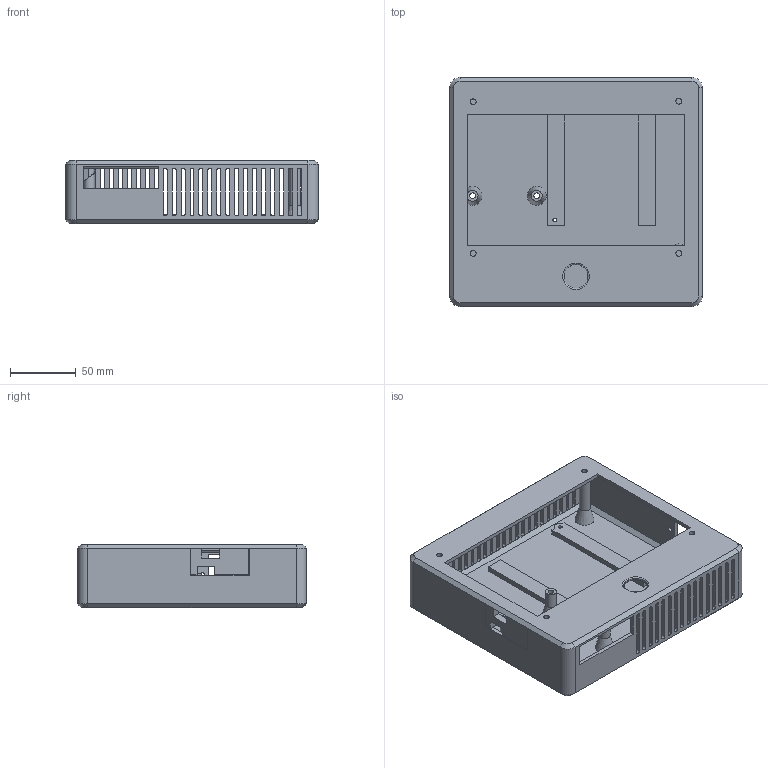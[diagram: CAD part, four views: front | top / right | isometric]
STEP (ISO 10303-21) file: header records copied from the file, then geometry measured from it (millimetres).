
FILE_DESCRIPTION(/* description */ (''),/* implementation_level */ '2;1');
FILE_NAME(/* name */ 'Print manager case v2.step',/* time_stamp */ '2025-12-27T11:10:13+01:00',/* author */ (''),/* organization */ (''),/* preprocessor_version */ 'ST-DEVELOPER v20.1',/* originating_system */ 'Autodesk Translation Framework v14.21.0.0',/* authorisation */ '');
FILE_SCHEMA (('AUTOMOTIVE_DESIGN { 1 0 10303 214 3 1 1 }'));
Length unit declared in the file: millimetre
Products named in the file (4): Print manager case v2; Base; Hatch; Top
Assembly tree (3 placements, depth 2):
  Print manager case v2
    Base
    Hatch
    Top
Bounding box: 192.9 x 174.77 x 48.6 mm (x, y, z)
Volume: 251255.7 mm3; surface area: 178356.5 mm2
Topology: 3 solids, 3 shells, 453 faces, 1289 edges, 814 vertices
Faces by surface type: plane 197, bspline 164, cylinder 59, cone 19, torus 10, sphere 4
Full cylindrical faces by diameter (mm): 3 x2, 3.4 x2, 4.4 x11, 8.4 x7, 18.2 x1
Entity records: 25082 total; most frequent: CARTESIAN_POINT 14055, ORIENTED_EDGE 2578, DIRECTION 1707, EDGE_CURVE 1289, VERTEX_POINT 814, LINE 807, VECTOR 807, EDGE_LOOP 541
